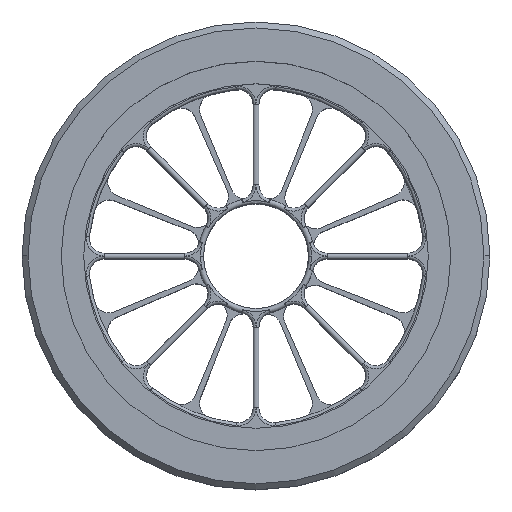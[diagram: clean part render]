
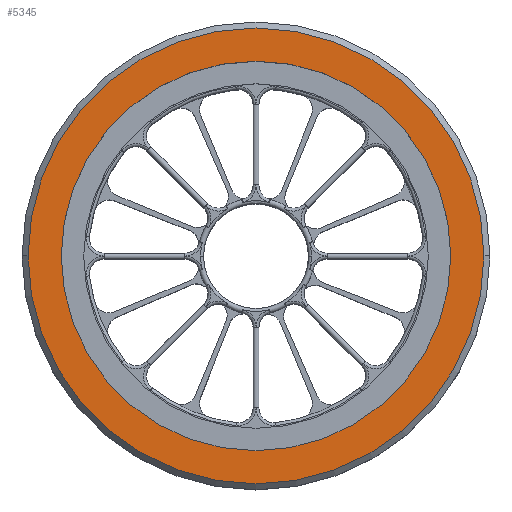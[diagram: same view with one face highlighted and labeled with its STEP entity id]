
A CAD part, top view. The second image highlights one B-rep face of the part: STEP entity #5345.
In plain terms, the highlighted planar face has unit normal (0, 0, 1).
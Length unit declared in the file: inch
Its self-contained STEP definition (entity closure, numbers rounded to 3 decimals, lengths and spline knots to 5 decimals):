
#231=CARTESIAN_POINT('',(0.,0.,4.062));
#232=DIRECTION('',(0.,0.,1.));
#233=DIRECTION('',(1.,0.,0.));
#234=AXIS2_PLACEMENT_3D('',#231,#232,#233);
#241=CARTESIAN_POINT('',(0.,0.,4.062));
#242=DIRECTION('',(0.,0.,1.));
#243=DIRECTION('',(0.,1.,0.));
#244=AXIS2_PLACEMENT_3D('',#241,#242,#243);
#246=CARTESIAN_POINT('',(0.,0.,4.062));
#247=DIRECTION('',(0.,0.,1.));
#248=DIRECTION('',(0.,-1.,0.));
#249=AXIS2_PLACEMENT_3D('',#246,#247,#248);
#251=CARTESIAN_POINT('',(0.,0.,4.062));
#252=DIRECTION('',(0.,0.,1.));
#253=DIRECTION('',(-1.,0.,0.));
#254=AXIS2_PLACEMENT_3D('',#251,#252,#253);
#3881=CARTESIAN_POINT('',(0.,2.031,4.062));
#3882=CARTESIAN_POINT('',(0.,-2.031,4.062));
#3883=VERTEX_POINT('',#3881);
#3884=VERTEX_POINT('',#3882);
#3921=CARTESIAN_POINT('',(2.3775,0.,4.062));
#3922=CARTESIAN_POINT('',(-2.3775,0.,4.062));
#3923=VERTEX_POINT('',#3921);
#3924=VERTEX_POINT('',#3922);
#5329=CARTESIAN_POINT('',(0.,0.,4.062));
#5330=DIRECTION('',(0.,0.,1.));
#5331=DIRECTION('',(1.,0.,0.));
#5332=AXIS2_PLACEMENT_3D('',#5329,#5330,#5331);
#5333=PLANE('',#5332);
#5334=ORIENTED_EDGE('',*,*,#5319,.F.);
#5336=ORIENTED_EDGE('',*,*,#5335,.F.);
#5337=EDGE_LOOP('',(#5334,#5336));
#5338=FACE_OUTER_BOUND('',#5337,.F.);
#5340=ORIENTED_EDGE('',*,*,#5339,.T.);
#5342=ORIENTED_EDGE('',*,*,#5341,.T.);
#5343=EDGE_LOOP('',(#5340,#5342));
#5344=FACE_BOUND('',#5343,.F.);
#235=CIRCLE('',#234,2.3775);
#245=CIRCLE('',#244,2.031);
#250=CIRCLE('',#249,2.031);
#255=CIRCLE('',#254,2.3775);
#5319=EDGE_CURVE('',#3923,#3924,#235,.T.);
#5335=EDGE_CURVE('',#3924,#3923,#255,.T.);
#5339=EDGE_CURVE('',#3883,#3884,#245,.T.);
#5341=EDGE_CURVE('',#3884,#3883,#250,.T.);
#5345=ADVANCED_FACE('',(#5338,#5344),#5333,.T.);
